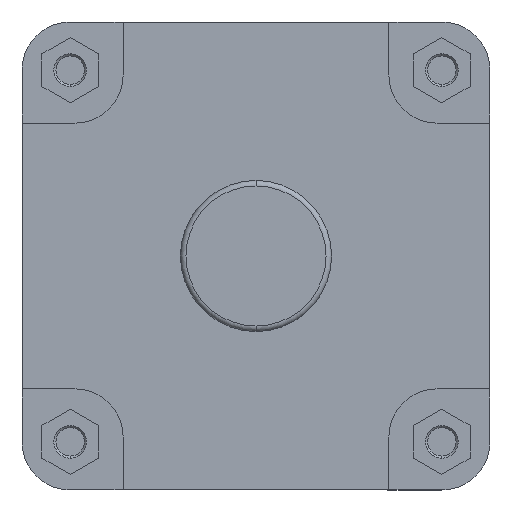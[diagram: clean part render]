
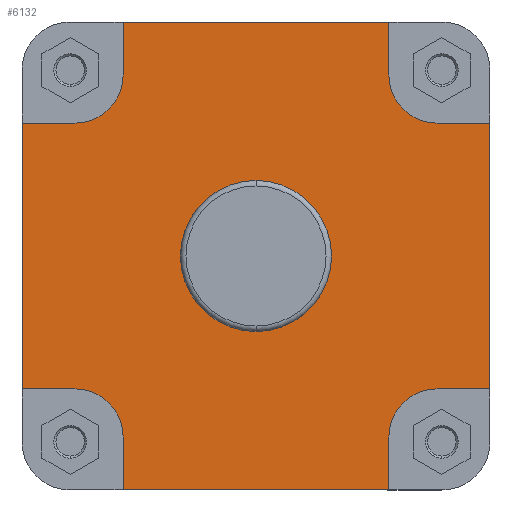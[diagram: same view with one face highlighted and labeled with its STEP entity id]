
A CAD part, left-side view. The second image highlights one B-rep face of the part: STEP entity #6132.
In plain terms, the highlighted planar face has unit normal (-1, 0, 0).
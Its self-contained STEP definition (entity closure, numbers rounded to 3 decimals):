
#769 = ORIENTED_EDGE ( 'NONE', *, *, #6700, .F. ) ;
#770 = ORIENTED_EDGE ( 'NONE', *, *, #6701, .F. ) ;
#771 = ORIENTED_EDGE ( 'NONE', *, *, #6702, .F. ) ;
#772 = ORIENTED_EDGE ( 'NONE', *, *, #6703, .F. ) ;
#773 = ORIENTED_EDGE ( 'NONE', *, *, #6704, .F. ) ;
#774 = ORIENTED_EDGE ( 'NONE', *, *, #6705, .F. ) ;
#775 = ORIENTED_EDGE ( 'NONE', *, *, #6706, .F. ) ;
#776 = ORIENTED_EDGE ( 'NONE', *, *, #6707, .F. ) ;
#777 = ORIENTED_EDGE ( 'NONE', *, *, #6708, .F. ) ;
#778 = ORIENTED_EDGE ( 'NONE', *, *, #6709, .F. ) ;
#779 = ORIENTED_EDGE ( 'NONE', *, *, #6710, .F. ) ;
#780 = ORIENTED_EDGE ( 'NONE', *, *, #6711, .T. ) ;
#781 = ORIENTED_EDGE ( 'NONE', *, *, #6714, .F. ) ;
#782 = ORIENTED_EDGE ( 'NONE', *, *, #6715, .F. ) ;
#783 = ORIENTED_EDGE ( 'NONE', *, *, #6712, .F. ) ;
#784 = ORIENTED_EDGE ( 'NONE', *, *, #6713, .T. ) ;
#785 = ORIENTED_EDGE ( 'NONE', *, *, #6731, .F. ) ;
#786 = ORIENTED_EDGE ( 'NONE', *, *, #6779, .F. ) ;
#1778 = EDGE_LOOP ( 'NONE', ( #784, #783, #782, #781, #780, #779, #778, #777, #776, #775, #774, #773, #772, #771, #770, #769 ) ) ;
#1798 = EDGE_LOOP ( 'NONE', ( #786, #785 ) ) ;
#2889 = CARTESIAN_POINT ( 'NONE',  ( 82., 54.9, 0. ) ) ;
#2900 = PLANE ( 'NONE',  #7166 ) ;
#2901 = DIRECTION ( 'NONE',  ( 1., 0., 0. ) ) ;
#2902 = DIRECTION ( 'NONE',  ( 0., 0., -1. ) ) ;
#3732 = FACE_OUTER_BOUND ( 'NONE', #1778, .T. ) ;
#3739 = FACE_BOUND ( 'NONE', #1798, .T. ) ;
#3954 = LINE ( 'NONE', #4751, #3969 ) ;
#3962 = VECTOR ( 'NONE', #4743, 1000. ) ;
#3963 = LINE ( 'NONE', #4742, #3962 ) ;
#3966 = LINE ( 'NONE', #4737, #3967 ) ;
#3967 = VECTOR ( 'NONE', #4738, 1000. ) ;
#3968 = LINE ( 'NONE', #4759, #3976 ) ;
#3969 = VECTOR ( 'NONE', #4752, 1000. ) ;
#3970 = CIRCLE ( 'NONE', #7285, 35. ) ;
#3971 = LINE ( 'NONE', #4744, #3972 ) ;
#3972 = VECTOR ( 'NONE', #4745, 1000. ) ;
#3973 = LINE ( 'NONE', #4746, #3974 ) ;
#3974 = VECTOR ( 'NONE', #4747, 1000. ) ;
#3976 = VECTOR ( 'NONE', #4760, 1000. ) ;
#3977 = CIRCLE ( 'NONE', #7290, 35. ) ;
#3978 = LINE ( 'NONE', #4753, #3979 ) ;
#3979 = VECTOR ( 'NONE', #4754, 1000. ) ;
#3980 = LINE ( 'NONE', #4755, #3981 ) ;
#3981 = VECTOR ( 'NONE', #4756, 1000. ) ;
#3982 = LINE ( 'NONE', #4748, #3986 ) ;
#3983 = CIRCLE ( 'NONE', #7289, 35. ) ;
#3984 = LINE ( 'NONE', #4762, #3985 ) ;
#3985 = VECTOR ( 'NONE', #4763, 1000. ) ;
#3986 = VECTOR ( 'NONE', #4765, 1000. ) ;
#3988 = LINE ( 'NONE', #4766, #3989 ) ;
#3989 = VECTOR ( 'NONE', #4767, 1000. ) ;
#3990 = LINE ( 'NONE', #4768, #3991 ) ;
#3991 = VECTOR ( 'NONE', #4769, 1000. ) ;
#3994 = CIRCLE ( 'NONE', #7294, 35. ) ;
#4014 = CIRCLE ( 'NONE', #7304, 54.9 ) ;
#4103 = CIRCLE ( 'NONE', #7305, 54.9 ) ;
#4599 = CARTESIAN_POINT ( 'NONE',  ( 82., 0., 54.9 ) ) ;
#4600 = CARTESIAN_POINT ( 'NONE',  ( 82., 0., -54.9 ) ) ;
#4638 = CARTESIAN_POINT ( 'NONE',  ( 82., 96.5, -131.5 ) ) ;
#4650 = CARTESIAN_POINT ( 'NONE',  ( 82., 170., 96.5 ) ) ;
#4655 = CARTESIAN_POINT ( 'NONE',  ( 82., -170., 96.5 ) ) ;
#4662 = CARTESIAN_POINT ( 'NONE',  ( 82., -96.5, -131.5 ) ) ;
#4664 = CARTESIAN_POINT ( 'NONE',  ( 82., -131.5, 96.5 ) ) ;
#4668 = CARTESIAN_POINT ( 'NONE',  ( 82., -96.5, -170. ) ) ;
#4675 = CARTESIAN_POINT ( 'NONE',  ( 82., 131.5, 96.5 ) ) ;
#4676 = CARTESIAN_POINT ( 'NONE',  ( 82., 96.5, 170. ) ) ;
#4677 = CARTESIAN_POINT ( 'NONE',  ( 82., 131.5, -96.5 ) ) ;
#4678 = CARTESIAN_POINT ( 'NONE',  ( 82., 96.5, 131.5 ) ) ;
#4679 = CARTESIAN_POINT ( 'NONE',  ( 82., -96.5, 170. ) ) ;
#4687 = CARTESIAN_POINT ( 'NONE',  ( 82., -131.5, -96.5 ) ) ;
#4689 = CARTESIAN_POINT ( 'NONE',  ( 82., 96.5, -170. ) ) ;
#4690 = CARTESIAN_POINT ( 'NONE',  ( 82., -170., -96.5 ) ) ;
#4691 = CARTESIAN_POINT ( 'NONE',  ( 82., -96.5, 131.5 ) ) ;
#4692 = CARTESIAN_POINT ( 'NONE',  ( 82., 170., -96.5 ) ) ;
#4732 = CARTESIAN_POINT ( 'NONE',  ( 82., 131.5, 131.5 ) ) ;
#4735 = CARTESIAN_POINT ( 'NONE',  ( 82., 131.5, -131.5 ) ) ;
#4737 = CARTESIAN_POINT ( 'NONE',  ( 82., 96.5, -170. ) ) ;
#4738 = DIRECTION ( 'NONE',  ( 0., 0., 1. ) ) ;
#4739 = CARTESIAN_POINT ( 'NONE',  ( 82., -131.5, 131.5 ) ) ;
#4740 = DIRECTION ( 'NONE',  ( -1., 0., 0. ) ) ;
#4741 = DIRECTION ( 'NONE',  ( 0., 0., -1. ) ) ;
#4742 = CARTESIAN_POINT ( 'NONE',  ( 82., 131.5, -96.5 ) ) ;
#4743 = DIRECTION ( 'NONE',  ( 0., 1., 0. ) ) ;
#4744 = CARTESIAN_POINT ( 'NONE',  ( 82., 170., 0. ) ) ;
#4745 = DIRECTION ( 'NONE',  ( 0., 0., 1. ) ) ;
#4746 = CARTESIAN_POINT ( 'NONE',  ( 82., 170., 96.5 ) ) ;
#4747 = DIRECTION ( 'NONE',  ( 0., -1., 0. ) ) ;
#4748 = CARTESIAN_POINT ( 'NONE',  ( 82., -96.5, -131.5 ) ) ;
#4749 = DIRECTION ( 'NONE',  ( -1., 0., 0. ) ) ;
#4750 = DIRECTION ( 'NONE',  ( 0., 0., -1. ) ) ;
#4751 = CARTESIAN_POINT ( 'NONE',  ( 82., 96.5, 131.5 ) ) ;
#4752 = DIRECTION ( 'NONE',  ( 0., 0., 1. ) ) ;
#4753 = CARTESIAN_POINT ( 'NONE',  ( 82., -374.141, 170. ) ) ;
#4754 = DIRECTION ( 'NONE',  ( 0., -1., 0. ) ) ;
#4755 = CARTESIAN_POINT ( 'NONE',  ( 82., -96.5, 170. ) ) ;
#4756 = DIRECTION ( 'NONE',  ( 0., 0., -1. ) ) ;
#4757 = DIRECTION ( 'NONE',  ( -1., 0., 0. ) ) ;
#4758 = DIRECTION ( 'NONE',  ( 0., 0., -1. ) ) ;
#4759 = CARTESIAN_POINT ( 'NONE',  ( 82., -131.5, 96.5 ) ) ;
#4760 = DIRECTION ( 'NONE',  ( 0., -1., 0. ) ) ;
#4762 = CARTESIAN_POINT ( 'NONE',  ( 82., -170., 0. ) ) ;
#4763 = DIRECTION ( 'NONE',  ( 0., 0., 1. ) ) ;
#4764 = CARTESIAN_POINT ( 'NONE',  ( 82., -131.5, -131.5 ) ) ;
#4765 = DIRECTION ( 'NONE',  ( 0., 0., -1. ) ) ;
#4766 = CARTESIAN_POINT ( 'NONE',  ( 82., -374.141, -170. ) ) ;
#4767 = DIRECTION ( 'NONE',  ( 0., -1., 0. ) ) ;
#4768 = CARTESIAN_POINT ( 'NONE',  ( 82., -170., -96.5 ) ) ;
#4769 = DIRECTION ( 'NONE',  ( 0., 1., 0. ) ) ;
#4771 = DIRECTION ( 'NONE',  ( -1., 0., 0. ) ) ;
#4772 = DIRECTION ( 'NONE',  ( 0., 0., -1. ) ) ;
#4813 = CARTESIAN_POINT ( 'NONE',  ( 82., 0., 0. ) ) ;
#4815 = DIRECTION ( 'NONE',  ( -1., 0., 0. ) ) ;
#4816 = DIRECTION ( 'NONE',  ( 0., 0., 1. ) ) ;
#4912 = CARTESIAN_POINT ( 'NONE',  ( 82., 0., 0. ) ) ;
#4919 = DIRECTION ( 'NONE',  ( -1., 0., 0. ) ) ;
#4920 = DIRECTION ( 'NONE',  ( 0., 0., 1. ) ) ;
#6132 = ADVANCED_FACE ( 'NONE', ( #3739, #3732 ), #2900, .F. ) ;
#6573 = VERTEX_POINT ( 'NONE', #4599 ) ;
#6574 = VERTEX_POINT ( 'NONE', #4600 ) ;
#6612 = VERTEX_POINT ( 'NONE', #4638 ) ;
#6624 = VERTEX_POINT ( 'NONE', #4650 ) ;
#6629 = VERTEX_POINT ( 'NONE', #4655 ) ;
#6636 = VERTEX_POINT ( 'NONE', #4662 ) ;
#6638 = VERTEX_POINT ( 'NONE', #4664 ) ;
#6642 = VERTEX_POINT ( 'NONE', #4668 ) ;
#6649 = VERTEX_POINT ( 'NONE', #4675 ) ;
#6650 = VERTEX_POINT ( 'NONE', #4676 ) ;
#6652 = VERTEX_POINT ( 'NONE', #4677 ) ;
#6653 = VERTEX_POINT ( 'NONE', #4678 ) ;
#6654 = VERTEX_POINT ( 'NONE', #4679 ) ;
#6662 = VERTEX_POINT ( 'NONE', #4687 ) ;
#6664 = VERTEX_POINT ( 'NONE', #4689 ) ;
#6666 = VERTEX_POINT ( 'NONE', #4690 ) ;
#6667 = VERTEX_POINT ( 'NONE', #4691 ) ;
#6668 = VERTEX_POINT ( 'NONE', #4692 ) ;
#6700 = EDGE_CURVE ( 'NONE', #6664, #6612, #3966, .T. ) ;
#6701 = EDGE_CURVE ( 'NONE', #6612, #6652, #3970, .T. ) ;
#6702 = EDGE_CURVE ( 'NONE', #6652, #6668, #3963, .T. ) ;
#6703 = EDGE_CURVE ( 'NONE', #6668, #6624, #3971, .T. ) ;
#6704 = EDGE_CURVE ( 'NONE', #6624, #6649, #3973, .T. ) ;
#6705 = EDGE_CURVE ( 'NONE', #6649, #6653, #3977, .T. ) ;
#6706 = EDGE_CURVE ( 'NONE', #6653, #6650, #3954, .T. ) ;
#6707 = EDGE_CURVE ( 'NONE', #6650, #6654, #3978, .T. ) ;
#6708 = EDGE_CURVE ( 'NONE', #6654, #6667, #3980, .T. ) ;
#6709 = EDGE_CURVE ( 'NONE', #6667, #6638, #3983, .T. ) ;
#6710 = EDGE_CURVE ( 'NONE', #6638, #6629, #3968, .T. ) ;
#6711 = EDGE_CURVE ( 'NONE', #6666, #6629, #3984, .T. ) ;
#6712 = EDGE_CURVE ( 'NONE', #6636, #6642, #3982, .T. ) ;
#6713 = EDGE_CURVE ( 'NONE', #6664, #6642, #3988, .T. ) ;
#6714 = EDGE_CURVE ( 'NONE', #6666, #6662, #3990, .T. ) ;
#6715 = EDGE_CURVE ( 'NONE', #6662, #6636, #3994, .T. ) ;
#6731 = EDGE_CURVE ( 'NONE', #6574, #6573, #4014, .T. ) ;
#6779 = EDGE_CURVE ( 'NONE', #6573, #6574, #4103, .T. ) ;
#7166 = AXIS2_PLACEMENT_3D ( 'NONE', #2889, #2901, #2902 ) ;
#7285 = AXIS2_PLACEMENT_3D ( 'NONE', #4735, #4740, #4741 ) ;
#7289 = AXIS2_PLACEMENT_3D ( 'NONE', #4739, #4757, #4758 ) ;
#7290 = AXIS2_PLACEMENT_3D ( 'NONE', #4732, #4749, #4750 ) ;
#7294 = AXIS2_PLACEMENT_3D ( 'NONE', #4764, #4771, #4772 ) ;
#7304 = AXIS2_PLACEMENT_3D ( 'NONE', #4813, #4815, #4816 ) ;
#7305 = AXIS2_PLACEMENT_3D ( 'NONE', #4912, #4919, #4920 ) ;
